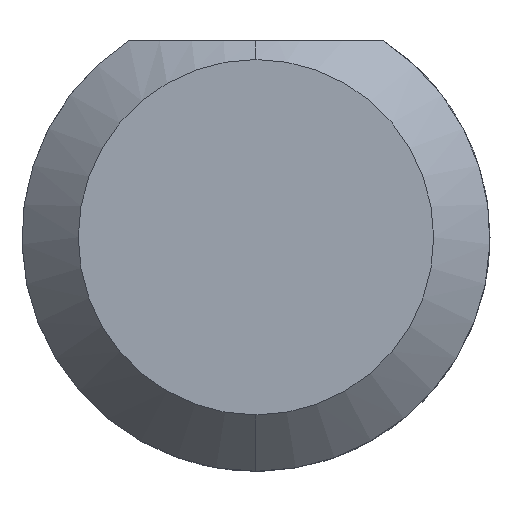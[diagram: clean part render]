
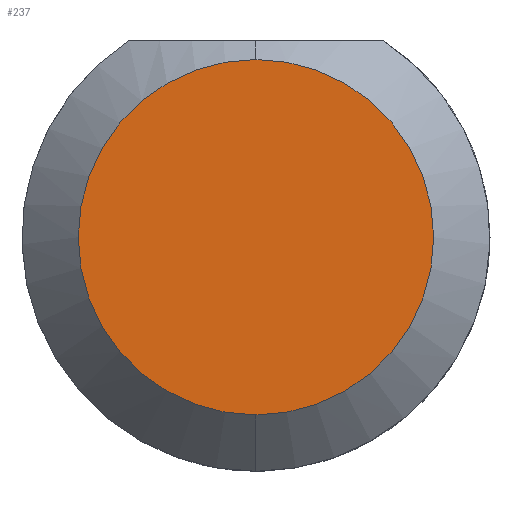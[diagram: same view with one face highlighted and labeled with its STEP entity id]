
A CAD part, left-side view. The second image highlights one B-rep face of the part: STEP entity #237.
In plain terms, the highlighted planar face has unit normal (-1, 0, 0).
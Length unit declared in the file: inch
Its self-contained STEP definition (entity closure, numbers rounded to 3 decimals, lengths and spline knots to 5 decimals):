
#44 = DIRECTION ( 'NONE',  ( 1., 0., 0. ) ) ;
#51 = DIRECTION ( 'NONE',  ( 0., 0., -1. ) ) ;
#71 = AXIS2_PLACEMENT_3D ( 'NONE', #239, #775, #351 ) ;
#164 = EDGE_CURVE ( 'NONE', #423, #220, #599, .T. ) ;
#182 = FACE_OUTER_BOUND ( 'NONE', #216, .T. ) ;
#197 = CIRCLE ( 'NONE', #759, 0.04735 ) ;
#216 = EDGE_LOOP ( 'NONE', ( #518, #527 ) ) ;
#220 = VERTEX_POINT ( 'NONE', #717 ) ;
#237 = ADVANCED_FACE ( 'NONE', ( #182 ), #403, .F. ) ;
#239 = CARTESIAN_POINT ( 'NONE',  ( 0., 0., 0. ) ) ;
#319 = AXIS2_PLACEMENT_3D ( 'NONE', #767, #44, #51 ) ;
#351 = DIRECTION ( 'NONE',  ( 0., 0., 1. ) ) ;
#362 = EDGE_CURVE ( 'NONE', #220, #423, #197, .T. ) ;
#403 = PLANE ( 'NONE',  #319 ) ;
#423 = VERTEX_POINT ( 'NONE', #533 ) ;
#518 = ORIENTED_EDGE ( 'NONE', *, *, #164, .T. ) ;
#527 = ORIENTED_EDGE ( 'NONE', *, *, #362, .T. ) ;
#533 = CARTESIAN_POINT ( 'NONE',  ( 0., 0., -0.04735 ) ) ;
#594 = DIRECTION ( 'NONE',  ( 0., 0., 1. ) ) ;
#597 = DIRECTION ( 'NONE',  ( -1., 0., 0. ) ) ;
#599 = CIRCLE ( 'NONE', #71, 0.04735 ) ;
#601 = CARTESIAN_POINT ( 'NONE',  ( 0., 0., 0. ) ) ;
#717 = CARTESIAN_POINT ( 'NONE',  ( 0., 0., 0.04735 ) ) ;
#759 = AXIS2_PLACEMENT_3D ( 'NONE', #601, #597, #594 ) ;
#767 = CARTESIAN_POINT ( 'NONE',  ( 0., 0., 0. ) ) ;
#775 = DIRECTION ( 'NONE',  ( -1., 0., 0. ) ) ;
